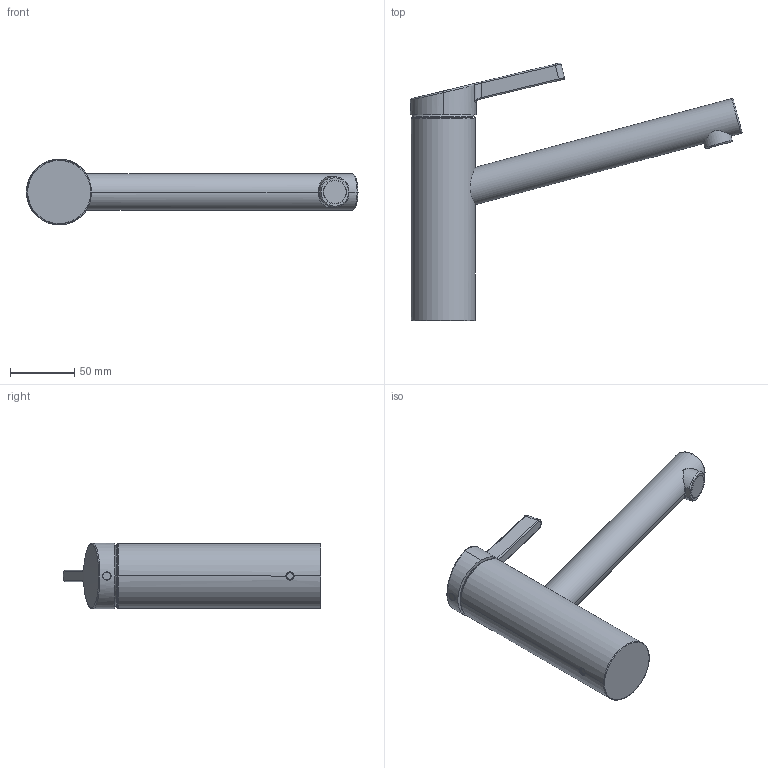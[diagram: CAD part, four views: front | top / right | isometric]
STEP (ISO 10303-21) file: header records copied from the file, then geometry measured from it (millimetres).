
FILE_DESCRIPTION((''),'2;1');
FILE_NAME('TOP_LEVER_10_541_022_SW0001','2023-09-11T11:44:29',('YY993'),(''),'CREO PARAMETRIC BY PTC INC, 2022244','CREO PARAMETRIC BY PTC INC, 2022244','');
FILE_SCHEMA(('CONFIG_CONTROL_DESIGN'));
Length unit declared in the file: millimetre
Products named in the file (1): TOP_LEVER_10_541_022_SW0001
Bounding box: 257.69 x 200.11 x 51 mm (x, y, z)
Volume: 491927.2 mm3; surface area: 55373.6 mm2
Topology: 1 solids, 1 shells, 103 faces, 242 edges, 149 vertices
Faces by surface type: cylinder 33, torus 22, bspline 22, plane 20, cone 6
Entity records: 6516 total; most frequent: CARTESIAN_POINT 4315, ORIENTED_EDGE 484, DIRECTION 402, EDGE_CURVE 242, AXIS2_PLACEMENT_3D 175, VERTEX_POINT 149, EDGE_LOOP 111, FACE_OUTER_BOUND 103
